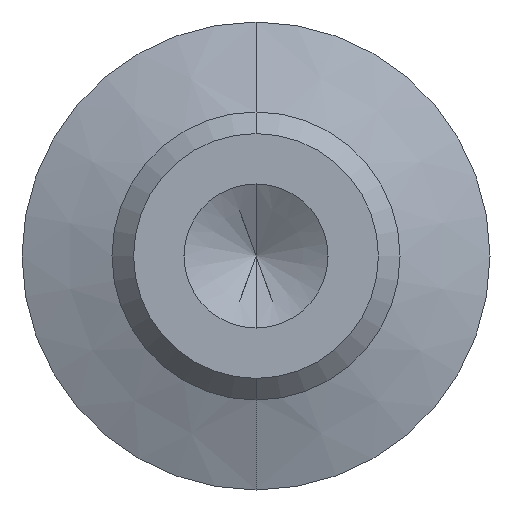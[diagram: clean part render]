
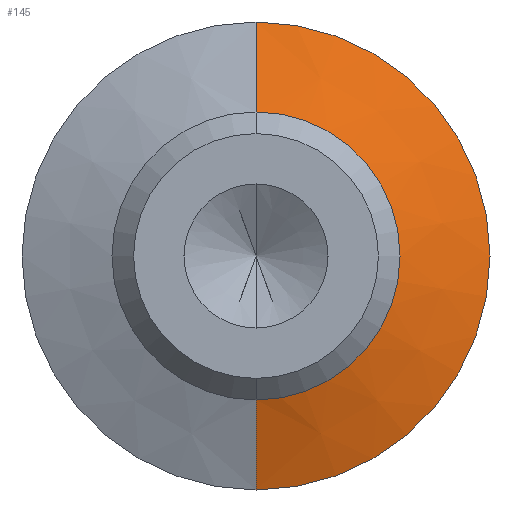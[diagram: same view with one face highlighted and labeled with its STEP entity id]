
A CAD part, front view. The second image highlights one B-rep face of the part: STEP entity #145.
In plain terms, the highlighted conical face has half-angle 70 degrees and reference radius 2 mm.
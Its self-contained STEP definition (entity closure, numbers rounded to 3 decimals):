
#138 = ORIENTED_EDGE ( 'NONE', *, *, #139, .F. ) ;
#139 = EDGE_CURVE ( 'NONE', #183, #141, #295, .T. ) ;
#141 = VERTEX_POINT ( 'NONE', #290 ) ;
#142 = EDGE_CURVE ( 'NONE', #175, #170, #284, .T. ) ;
#145 = ADVANCED_FACE ( 'NONE', ( #280 ), #278, .T. ) ;
#170 = VERTEX_POINT ( 'NONE', #437 ) ;
#171 = ORIENTED_EDGE ( 'NONE', *, *, #172, .T. ) ;
#172 = EDGE_CURVE ( 'NONE', #170, #141, #435, .T. ) ;
#173 = ORIENTED_EDGE ( 'NONE', *, *, #177, .F. ) ;
#174 = ORIENTED_EDGE ( 'NONE', *, *, #142, .T. ) ;
#175 = VERTEX_POINT ( 'NONE', #385 ) ;
#176 = EDGE_LOOP ( 'NONE', ( #173, #174, #171, #138 ) ) ;
#177 = EDGE_CURVE ( 'NONE', #175, #183, #417, .T. ) ;
#183 = VERTEX_POINT ( 'NONE', #457 ) ;
#274 = DIRECTION ( 'NONE',  ( 0., 0., 1. ) ) ;
#275 = DIRECTION ( 'NONE',  ( 0., 1., 0. ) ) ;
#276 = CARTESIAN_POINT ( 'NONE',  ( 0., 15., 0. ) ) ;
#277 = AXIS2_PLACEMENT_3D ( 'NONE', #276, #275, #274 ) ;
#278 = CONICAL_SURFACE ( 'NONE', #277, 2., 1.222 ) ;
#280 = FACE_OUTER_BOUND ( 'NONE', #176, .T. ) ;
#281 = DIRECTION ( 'NONE',  ( 0., 0.342, -0.94 ) ) ;
#282 = VECTOR ( 'NONE', #281, 1000. ) ;
#283 = CARTESIAN_POINT ( 'NONE',  ( 0., 15., -2. ) ) ;
#284 = LINE ( 'NONE', #283, #282 ) ;
#290 = CARTESIAN_POINT ( 'NONE',  ( 0., 15.455, 3.25 ) ) ;
#292 = DIRECTION ( 'NONE',  ( 0., 0.342, 0.94 ) ) ;
#293 = VECTOR ( 'NONE', #292, 1000. ) ;
#294 = CARTESIAN_POINT ( 'NONE',  ( 0., 15., 2. ) ) ;
#295 = LINE ( 'NONE', #294, #293 ) ;
#383 = AXIS2_PLACEMENT_3D ( 'NONE', #439, #451, #440 ) ;
#385 = CARTESIAN_POINT ( 'NONE',  ( 0., 15., -2. ) ) ;
#417 = CIRCLE ( 'NONE', #383, 2. ) ;
#435 = CIRCLE ( 'NONE', #436, 3.25 ) ;
#436 = AXIS2_PLACEMENT_3D ( 'NONE', #455, #463, #462 ) ;
#437 = CARTESIAN_POINT ( 'NONE',  ( 0., 15.455, -3.25 ) ) ;
#439 = CARTESIAN_POINT ( 'NONE',  ( 0., 15., 0. ) ) ;
#440 = DIRECTION ( 'NONE',  ( 0., 0., -1. ) ) ;
#451 = DIRECTION ( 'NONE',  ( 0., -1., 0. ) ) ;
#455 = CARTESIAN_POINT ( 'NONE',  ( 0., 15.455, 0. ) ) ;
#457 = CARTESIAN_POINT ( 'NONE',  ( 0., 15., 2. ) ) ;
#462 = DIRECTION ( 'NONE',  ( 0., 0., -1. ) ) ;
#463 = DIRECTION ( 'NONE',  ( 0., -1., 0. ) ) ;
